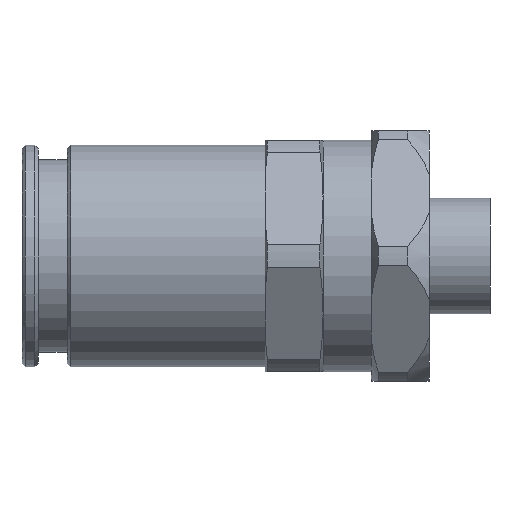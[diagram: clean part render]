
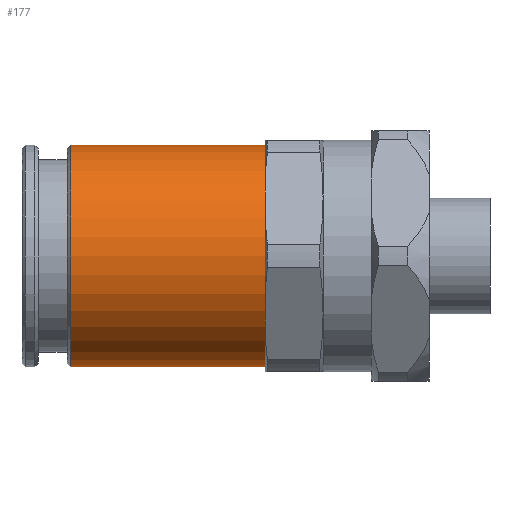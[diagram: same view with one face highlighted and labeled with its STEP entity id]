
A CAD part, front view. The second image highlights one B-rep face of the part: STEP entity #177.
In plain terms, the highlighted cylindrical face has radius 11.5 mm (diameter 23 mm), a full revolution.
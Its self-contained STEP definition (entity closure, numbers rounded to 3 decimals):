
#177 = ADVANCED_FACE( '', ( #386, #387 ), #388, .T. );
#386 = FACE_OUTER_BOUND( '', #621, .T. );
#387 = FACE_OUTER_BOUND( '', #622, .T. );
#388 = CYLINDRICAL_SURFACE( '', #623, 11.5 );
#621 = EDGE_LOOP( '', ( #1070 ) );
#622 = EDGE_LOOP( '', ( #1071 ) );
#623 = AXIS2_PLACEMENT_3D( '', #1072, #1073, #1074 );
#1070 = ORIENTED_EDGE( '', *, *, #1441, .T. );
#1071 = ORIENTED_EDGE( '', *, *, #1476, .F. );
#1072 = CARTESIAN_POINT( '', ( 0., 0., 0. ) );
#1073 = DIRECTION( '', ( -1., 0., 0. ) );
#1074 = DIRECTION( '', ( 0., 0., -1. ) );
#1441 = EDGE_CURVE( '', #1755, #1755, #1756, .T. );
#1476 = EDGE_CURVE( '', #1806, #1806, #1807, .T. );
#1755 = VERTEX_POINT( '', #2284 );
#1756 = CIRCLE( '', #2285, 11.5 );
#1806 = VERTEX_POINT( '', #2370 );
#1807 = CIRCLE( '', #2371, 11.5 );
#2284 = CARTESIAN_POINT( '', ( -43.446, 0., -11.5 ) );
#2285 = AXIS2_PLACEMENT_3D( '', #2639, #2640, #2641 );
#2370 = CARTESIAN_POINT( '', ( -23.3, 0., -11.5 ) );
#2371 = AXIS2_PLACEMENT_3D( '', #2678, #2679, #2680 );
#2639 = CARTESIAN_POINT( '', ( -43.446, 0., 0. ) );
#2640 = DIRECTION( '', ( 1., 0., 0. ) );
#2641 = DIRECTION( '', ( 0., 0., -1. ) );
#2678 = CARTESIAN_POINT( '', ( -23.3, 0., 0. ) );
#2679 = DIRECTION( '', ( 1., 0., 0. ) );
#2680 = DIRECTION( '', ( 0., 0., -1. ) );
